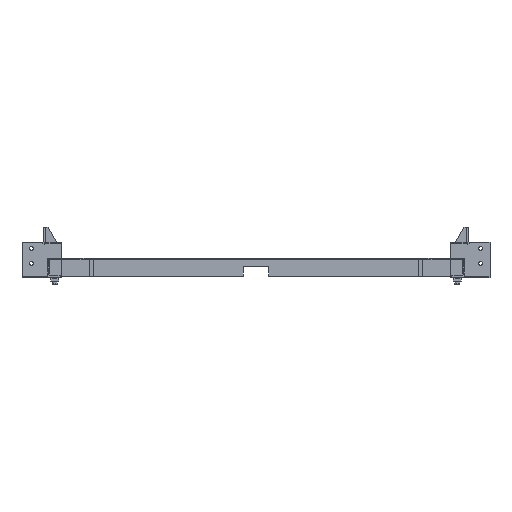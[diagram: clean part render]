
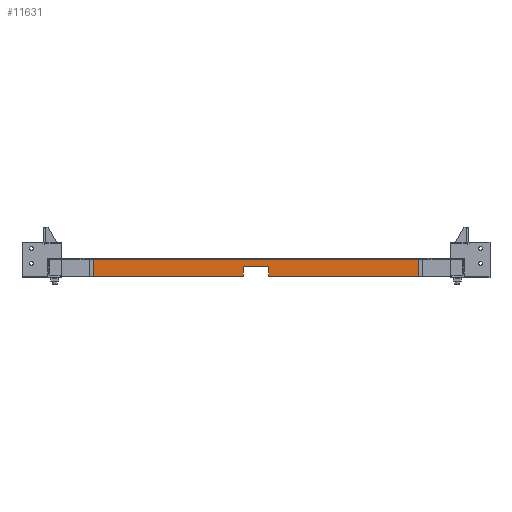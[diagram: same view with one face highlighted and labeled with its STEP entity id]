
A CAD part, front view. The second image highlights one B-rep face of the part: STEP entity #11631.
In plain terms, the highlighted planar face has unit normal (0, -1, 0).
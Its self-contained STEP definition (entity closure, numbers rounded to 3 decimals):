
#11 = ORIENTED_EDGE ( 'NONE', *, *, #12544, .T. ) ;
#27 = VERTEX_POINT ( 'NONE', #2326 ) ;
#278 = CARTESIAN_POINT ( 'NONE',  ( 0., -860.5, -30. ) ) ;
#557 = DIRECTION ( 'NONE',  ( 0., 0., 1. ) ) ;
#651 = LINE ( 'NONE', #4098, #19832 ) ;
#654 = DIRECTION ( 'NONE',  ( 1., 0., 0. ) ) ;
#927 = CARTESIAN_POINT ( 'NONE',  ( -21.5, -860.5, -30. ) ) ;
#970 = LINE ( 'NONE', #15580, #4910 ) ;
#1240 = VECTOR ( 'NONE', #14191, 1000. ) ;
#1370 = LINE ( 'NONE', #14765, #2680 ) ;
#2326 = CARTESIAN_POINT ( 'NONE',  ( -271.5, -860.5, 0. ) ) ;
#2618 = EDGE_CURVE ( 'NONE', #18768, #11648, #15253, .T. ) ;
#2680 = VECTOR ( 'NONE', #16178, 1000. ) ;
#2874 = CARTESIAN_POINT ( 'NONE',  ( 21.5, -860.5, 0. ) ) ;
#3095 = CARTESIAN_POINT ( 'NONE',  ( -21.5, -860.5, -13.5 ) ) ;
#3206 = LINE ( 'NONE', #278, #19797 ) ;
#3223 = VECTOR ( 'NONE', #19363, 1000. ) ;
#3429 = DIRECTION ( 'NONE',  ( 1., 0., 0. ) ) ;
#3445 = CARTESIAN_POINT ( 'NONE',  ( 21.5, -860.5, -30. ) ) ;
#3586 = CARTESIAN_POINT ( 'NONE',  ( 271.5, -860.5, 0. ) ) ;
#3984 = DIRECTION ( 'NONE',  ( 0., 0., 1. ) ) ;
#4098 = CARTESIAN_POINT ( 'NONE',  ( -271.5, -860.5, 0. ) ) ;
#4351 = VECTOR ( 'NONE', #15877, 1000. ) ;
#4910 = VECTOR ( 'NONE', #654, 1000. ) ;
#5008 = ORIENTED_EDGE ( 'NONE', *, *, #11192, .T. ) ;
#5206 = CARTESIAN_POINT ( 'NONE',  ( 21.5, -860.5, -13.5 ) ) ;
#5275 = PLANE ( 'NONE',  #15709 ) ;
#5795 = CARTESIAN_POINT ( 'NONE',  ( 271.5, -860.5, -30. ) ) ;
#6836 = LINE ( 'NONE', #13429, #18520 ) ;
#7071 = EDGE_CURVE ( 'NONE', #12545, #27, #651, .T. ) ;
#7122 = VECTOR ( 'NONE', #9576, 1000. ) ;
#7572 = EDGE_CURVE ( 'NONE', #11648, #10789, #7626, .T. ) ;
#7626 = LINE ( 'NONE', #2874, #7122 ) ;
#8014 = CARTESIAN_POINT ( 'NONE',  ( 271.5, -860.5, -3. ) ) ;
#8750 = EDGE_CURVE ( 'NONE', #27, #9126, #1370, .T. ) ;
#8991 = CARTESIAN_POINT ( 'NONE',  ( 271.5, -860.5, -30. ) ) ;
#9071 = ORIENTED_EDGE ( 'NONE', *, *, #2618, .T. ) ;
#9126 = VERTEX_POINT ( 'NONE', #3586 ) ;
#9284 = VERTEX_POINT ( 'NONE', #8991 ) ;
#9576 = DIRECTION ( 'NONE',  ( 0., 0., -1. ) ) ;
#10367 = DIRECTION ( 'NONE',  ( 0., 1., 0. ) ) ;
#10509 = EDGE_CURVE ( 'NONE', #10789, #9284, #970, .T. ) ;
#10789 = VERTEX_POINT ( 'NONE', #3445 ) ;
#11192 = EDGE_CURVE ( 'NONE', #21286, #18768, #11298, .T. ) ;
#11298 = LINE ( 'NONE', #14422, #3223 ) ;
#11631 = ADVANCED_FACE ( 'NONE', ( #11990 ), #5275, .F. ) ;
#11648 = VERTEX_POINT ( 'NONE', #5206 ) ;
#11990 = FACE_OUTER_BOUND ( 'NONE', #12093, .T. ) ;
#12093 = EDGE_LOOP ( 'NONE', ( #17971, #14000, #11, #19039, #12517, #20707, #18290, #5008, #9071, #20743 ) ) ;
#12517 = ORIENTED_EDGE ( 'NONE', *, *, #7071, .F. ) ;
#12544 = EDGE_CURVE ( 'NONE', #20027, #9126, #15933, .T. ) ;
#12545 = VERTEX_POINT ( 'NONE', #20898 ) ;
#13429 = CARTESIAN_POINT ( 'NONE',  ( -271.5, -860.5, -30. ) ) ;
#13585 = CARTESIAN_POINT ( 'NONE',  ( 0., -860.5, 0. ) ) ;
#13615 = CARTESIAN_POINT ( 'NONE',  ( 0., -860.5, -13.5 ) ) ;
#14000 = ORIENTED_EDGE ( 'NONE', *, *, #16683, .T. ) ;
#14191 = DIRECTION ( 'NONE',  ( 0., 0., 1. ) ) ;
#14422 = CARTESIAN_POINT ( 'NONE',  ( -21.5, -860.5, 0. ) ) ;
#14765 = CARTESIAN_POINT ( 'NONE',  ( 0., -860.5, 0. ) ) ;
#15253 = LINE ( 'NONE', #13615, #20900 ) ;
#15580 = CARTESIAN_POINT ( 'NONE',  ( 0., -860.5, -30. ) ) ;
#15709 = AXIS2_PLACEMENT_3D ( 'NONE', #13585, #10367, #20186 ) ;
#15877 = DIRECTION ( 'NONE',  ( 0., 0., 1. ) ) ;
#15933 = LINE ( 'NONE', #21030, #1240 ) ;
#16178 = DIRECTION ( 'NONE',  ( 1., 0., 0. ) ) ;
#16683 = EDGE_CURVE ( 'NONE', #9284, #20027, #17590, .T. ) ;
#17590 = LINE ( 'NONE', #5795, #4351 ) ;
#17632 = VERTEX_POINT ( 'NONE', #17802 ) ;
#17802 = CARTESIAN_POINT ( 'NONE',  ( -271.5, -860.5, -30. ) ) ;
#17971 = ORIENTED_EDGE ( 'NONE', *, *, #10509, .T. ) ;
#18290 = ORIENTED_EDGE ( 'NONE', *, *, #21071, .T. ) ;
#18520 = VECTOR ( 'NONE', #557, 1000. ) ;
#18768 = VERTEX_POINT ( 'NONE', #3095 ) ;
#19039 = ORIENTED_EDGE ( 'NONE', *, *, #8750, .F. ) ;
#19093 = EDGE_CURVE ( 'NONE', #17632, #12545, #6836, .T. ) ;
#19363 = DIRECTION ( 'NONE',  ( 0., 0., 1. ) ) ;
#19797 = VECTOR ( 'NONE', #3429, 1000. ) ;
#19832 = VECTOR ( 'NONE', #3984, 1000. ) ;
#20027 = VERTEX_POINT ( 'NONE', #8014 ) ;
#20186 = DIRECTION ( 'NONE',  ( 1., 0., 0. ) ) ;
#20213 = DIRECTION ( 'NONE',  ( 1., 0., 0. ) ) ;
#20707 = ORIENTED_EDGE ( 'NONE', *, *, #19093, .F. ) ;
#20743 = ORIENTED_EDGE ( 'NONE', *, *, #7572, .T. ) ;
#20898 = CARTESIAN_POINT ( 'NONE',  ( -271.5, -860.5, -3. ) ) ;
#20900 = VECTOR ( 'NONE', #20213, 1000. ) ;
#21030 = CARTESIAN_POINT ( 'NONE',  ( 271.5, -860.5, -30. ) ) ;
#21071 = EDGE_CURVE ( 'NONE', #17632, #21286, #3206, .T. ) ;
#21286 = VERTEX_POINT ( 'NONE', #927 ) ;
